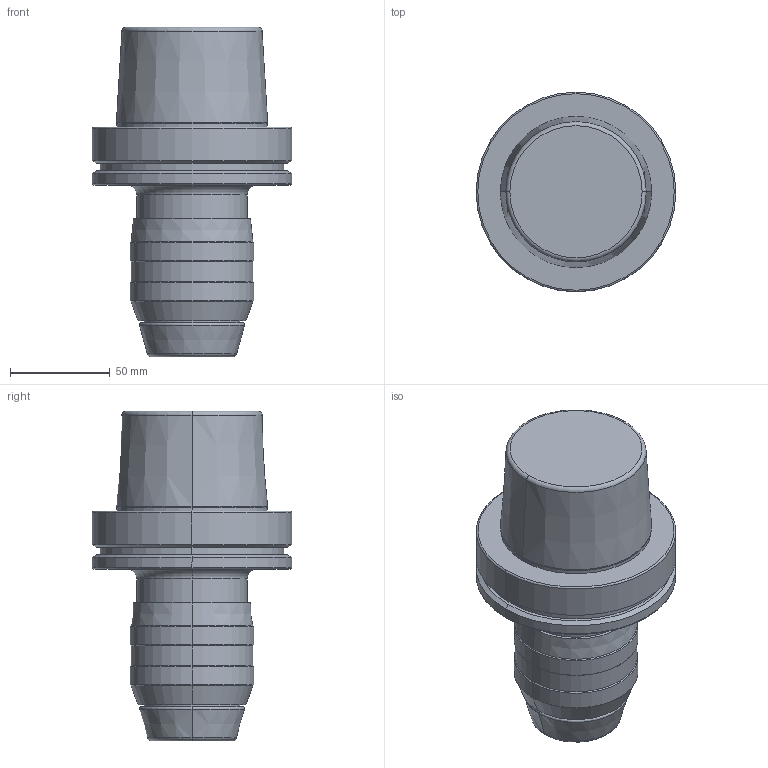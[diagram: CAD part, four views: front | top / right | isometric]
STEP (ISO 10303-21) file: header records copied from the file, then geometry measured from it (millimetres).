
FILE_DESCRIPTION (( 'STEP AP214' ), '1' );
FILE_NAME ('HSKA100-HPC100-115.STEP', '2019-03-20T07:30:45', ( 'ICAD2' ), ( 'Hewlett-Packard Company' ), 'SwSTEP 2.0', 'SolidWorks 2018', '' );
FILE_SCHEMA (( 'AUTOMOTIVE_DESIGN' ));
Length unit declared in the file: millimetre
Products named in the file (1): HSKA100-HPC100-115
Bounding box: 100 x 100 x 165 mm (x, y, z)
Volume: 653307.3 mm3; surface area: 52529.9 mm2
Topology: 1 solids, 1 shells, 61 faces, 120 edges, 68 vertices
Faces by surface type: cone 22, cylinder 18, torus 12, plane 9
Entity records: 1600 total; most frequent: DIRECTION 324, CARTESIAN_POINT 250, ORIENTED_EDGE 240, AXIS2_PLACEMENT_3D 142, EDGE_CURVE 120, CIRCLE 80, EDGE_LOOP 68, VERTEX_POINT 68
